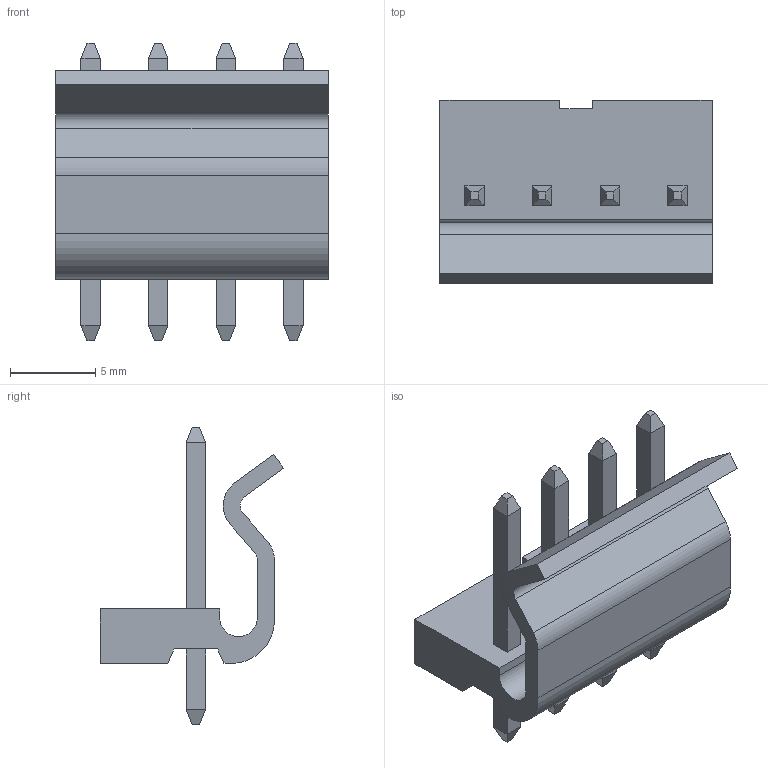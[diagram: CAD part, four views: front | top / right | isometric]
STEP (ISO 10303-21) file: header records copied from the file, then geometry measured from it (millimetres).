
FILE_DESCRIPTION(/* description */ ('Unknown'),/* implementation_level */ '2;1');
FILE_NAME(/* name */ 'J_Wurth_WR-WTB_645004114822',/* time_stamp */ '2025-05-21T09:50:02+08:00',/* author */ ('Unknown'),/* organization */ ('Unknown'),/* preprocessor_version */ 'ST-DEVELOPER v19.4',/* originating_system */ 'Solid Edge',/* authorisation */ 'Unknown');
FILE_SCHEMA (('AUTOMOTIVE_DESIGN {1 0 10303 214 3 1 1}'));
Length unit declared in the file: millimetre
Products named in the file (2): J_Wurth_WR-WTB_645004114822
Assembly tree (1 placements, depth 2):
  J_Wurth_WR-WTB_645004114822
    J_Wurth_WR-WTB_645004114822
Bounding box: 15.95 x 10.75 x 17.45 mm (x, y, z)
Volume: 629.1 mm3; surface area: 1188.7 mm2
Topology: 1 solids, 1 shells, 119 faces, 283 edges, 178 vertices
Faces by surface type: plane 113, cylinder 6
Entity records: 4209 total; most frequent: CARTESIAN_POINT 582, ORIENTED_EDGE 566, DIRECTION 537, EDGE_CURVE 283, LINE 271, VECTOR 271, VERTEX_POINT 178, AXIS2_PLACEMENT_3D 133
